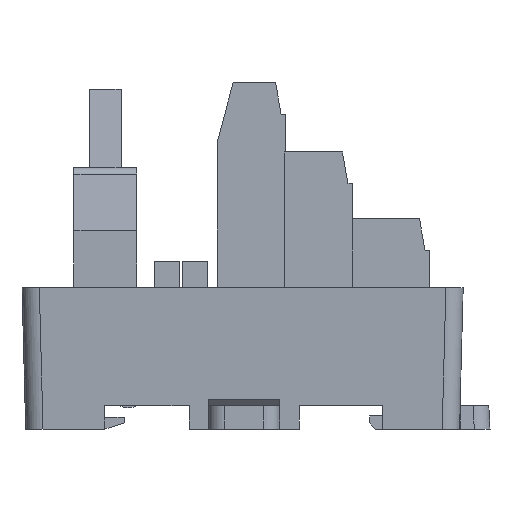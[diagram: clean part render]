
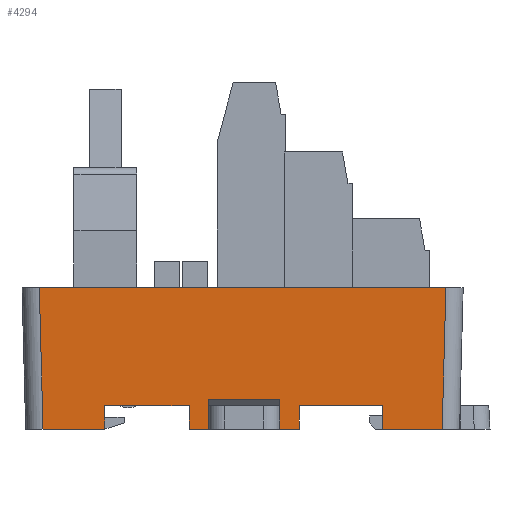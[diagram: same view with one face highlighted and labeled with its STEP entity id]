
A CAD part, left-side view. The second image highlights one B-rep face of the part: STEP entity #4294.
In plain terms, the highlighted planar face has unit normal (-1, 0, -0.026).
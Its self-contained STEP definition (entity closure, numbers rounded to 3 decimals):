
#2394=FACE_OUTER_BOUND('',#9233,.T.);
#4294=ADVANCED_FACE('',(#2394),#6326,.T.);
#6326=PLANE('',#37698);
#9233=EDGE_LOOP('',(#20379,#20380,#20381,#20382,#20383,#20384,#20385,#20386,
#20387,#20388,#20389,#20390,#20391,#20392,#20393,#20394));
#11802=LINE('',#50060,#15964);
#11810=LINE('',#50080,#15972);
#11894=LINE('',#50259,#16056);
#11922=LINE('',#50315,#16084);
#11930=LINE('',#50331,#16092);
#11945=LINE('',#50366,#16107);
#11961=LINE('',#50402,#16123);
#11973=LINE('',#50423,#16135);
#11974=LINE('',#50426,#16136);
#11975=LINE('',#50427,#16137);
#11976=LINE('',#50429,#16138);
#11977=LINE('',#50430,#16139);
#11978=LINE('',#50431,#16140);
#11979=LINE('',#50433,#16141);
#11980=LINE('',#50434,#16142);
#11981=LINE('',#50435,#16143);
#15964=VECTOR('',#40391,1.);
#15972=VECTOR('',#40403,1.);
#16056=VECTOR('',#40507,1.);
#16084=VECTOR('',#40541,1.);
#16092=VECTOR('',#40551,1.);
#16107=VECTOR('',#40580,1.);
#16123=VECTOR('',#40604,1.);
#16135=VECTOR('',#40620,1.);
#16136=VECTOR('',#40621,1.);
#16137=VECTOR('',#40622,1.);
#16138=VECTOR('',#40623,1.);
#16139=VECTOR('',#40624,1.);
#16140=VECTOR('',#40625,1.);
#16141=VECTOR('',#40626,1.);
#16142=VECTOR('',#40627,1.);
#16143=VECTOR('',#40628,1.);
#20379=ORIENTED_EDGE('',*,*,#33133,.T.);
#20380=ORIENTED_EDGE('',*,*,#33134,.T.);
#20381=ORIENTED_EDGE('',*,*,#33102,.T.);
#20382=ORIENTED_EDGE('',*,*,#33048,.F.);
#20383=ORIENTED_EDGE('',*,*,#32960,.F.);
#20384=ORIENTED_EDGE('',*,*,#33135,.F.);
#20385=ORIENTED_EDGE('',*,*,#33136,.F.);
#20386=ORIENTED_EDGE('',*,*,#33076,.T.);
#20387=ORIENTED_EDGE('',*,*,#33137,.F.);
#20388=ORIENTED_EDGE('',*,*,#33084,.T.);
#20389=ORIENTED_EDGE('',*,*,#33138,.F.);
#20390=ORIENTED_EDGE('',*,*,#33139,.T.);
#20391=ORIENTED_EDGE('',*,*,#32950,.F.);
#20392=ORIENTED_EDGE('',*,*,#33140,.T.);
#20393=ORIENTED_EDGE('',*,*,#33121,.T.);
#20394=ORIENTED_EDGE('',*,*,#33141,.T.);
#29779=VERTEX_POINT('',#50059);
#29780=VERTEX_POINT('',#50061);
#29789=VERTEX_POINT('',#50079);
#29790=VERTEX_POINT('',#50081);
#29875=VERTEX_POINT('',#50260);
#29899=VERTEX_POINT('',#50314);
#29900=VERTEX_POINT('',#50316);
#29906=VERTEX_POINT('',#50330);
#29907=VERTEX_POINT('',#50332);
#29920=VERTEX_POINT('',#50367);
#29935=VERTEX_POINT('',#50401);
#29936=VERTEX_POINT('',#50403);
#29943=VERTEX_POINT('',#50424);
#29944=VERTEX_POINT('',#50425);
#29945=VERTEX_POINT('',#50428);
#29946=VERTEX_POINT('',#50432);
#32950=EDGE_CURVE('',#29779,#29780,#11802,.T.);
#32960=EDGE_CURVE('',#29789,#29790,#11810,.T.);
#33048=EDGE_CURVE('',#29790,#29875,#11894,.T.);
#33076=EDGE_CURVE('',#29900,#29899,#11922,.T.);
#33084=EDGE_CURVE('',#29907,#29906,#11930,.T.);
#33102=EDGE_CURVE('',#29920,#29875,#11945,.T.);
#33121=EDGE_CURVE('',#29936,#29935,#11961,.T.);
#33133=EDGE_CURVE('',#29943,#29944,#11973,.T.);
#33134=EDGE_CURVE('',#29944,#29920,#11974,.T.);
#33135=EDGE_CURVE('',#29945,#29789,#11975,.T.);
#33136=EDGE_CURVE('',#29900,#29945,#11976,.T.);
#33137=EDGE_CURVE('',#29907,#29899,#11977,.T.);
#33138=EDGE_CURVE('',#29946,#29906,#11978,.T.);
#33139=EDGE_CURVE('',#29946,#29780,#11979,.T.);
#33140=EDGE_CURVE('',#29779,#29936,#11980,.T.);
#33141=EDGE_CURVE('',#29935,#29943,#11981,.T.);
#37698=AXIS2_PLACEMENT_3D('',#50436,#40629,#40630);
#40391=DIRECTION('',(0.,1.,0.));
#40403=DIRECTION('',(0.,1.,0.));
#40507=DIRECTION('',(0.026,0.,-1.));
#40541=DIRECTION('',(-0.026,0.,1.));
#40551=DIRECTION('',(0.026,0.,-1.));
#40580=DIRECTION('',(0.,-1.,0.));
#40604=DIRECTION('',(0.,-1.,0.));
#40620=DIRECTION('',(0.,1.,0.));
#40621=DIRECTION('',(0.026,-0.026,-0.999));
#40622=DIRECTION('',(-0.026,0.,1.));
#40623=DIRECTION('',(0.,1.,0.));
#40624=DIRECTION('',(0.,1.,0.));
#40625=DIRECTION('',(0.,1.,0.));
#40626=DIRECTION('',(-0.026,0.,1.));
#40627=DIRECTION('',(0.026,0.,-1.));
#40628=DIRECTION('',(-0.026,-0.026,0.999));
#40629=DIRECTION('',(-1.,0.,-0.026));
#40630=DIRECTION('',(-0.026,0.,1.));
#50059=CARTESIAN_POINT('',(-46.007,10.2,-15.));
#50060=CARTESIAN_POINT('',(-46.007,27.85,-15.));
#50061=CARTESIAN_POINT('',(-46.007,20.85,-15.));
#50079=CARTESIAN_POINT('',(-46.007,34.85,-15.));
#50080=CARTESIAN_POINT('',(-46.007,27.85,-15.));
#50081=CARTESIAN_POINT('',(-46.007,45.6,-15.));
#50259=CARTESIAN_POINT('',(-45.994,45.6,-15.49));
#50260=CARTESIAN_POINT('',(-45.929,45.6,-18.));
#50314=CARTESIAN_POINT('',(-46.026,32.4,-14.274));
#50315=CARTESIAN_POINT('',(-46.4,32.4,-0.003));
#50316=CARTESIAN_POINT('',(-45.929,32.4,-18.));
#50330=CARTESIAN_POINT('',(-45.929,23.3,-18.));
#50331=CARTESIAN_POINT('',(-46.4,23.3,-0.003));
#50332=CARTESIAN_POINT('',(-46.026,23.3,-14.274));
#50366=CARTESIAN_POINT('',(-45.929,28.35,-18.));
#50367=CARTESIAN_POINT('',(-45.929,53.429,-18.));
#50401=CARTESIAN_POINT('',(-45.929,2.671,-18.));
#50402=CARTESIAN_POINT('',(-45.929,27.85,-18.));
#50403=CARTESIAN_POINT('',(-45.929,10.2,-18.));
#50423=CARTESIAN_POINT('',(-46.4,28.35,0.));
#50424=CARTESIAN_POINT('',(-46.4,2.199,0.));
#50425=CARTESIAN_POINT('',(-46.4,53.901,0.));
#50426=CARTESIAN_POINT('',(-46.383,53.884,-0.66));
#50427=CARTESIAN_POINT('',(-46.4,34.85,-0.003));
#50428=CARTESIAN_POINT('',(-45.929,34.85,-18.));
#50429=CARTESIAN_POINT('',(-45.929,27.85,-18.));
#50430=CARTESIAN_POINT('',(-46.026,237.295,-14.274));
#50431=CARTESIAN_POINT('',(-45.929,27.85,-18.));
#50432=CARTESIAN_POINT('',(-45.929,20.85,-18.));
#50433=CARTESIAN_POINT('',(-45.917,20.85,-18.461));
#50434=CARTESIAN_POINT('',(-46.4,10.2,-0.003));
#50435=CARTESIAN_POINT('',(-46.383,2.217,-0.66));
#50436=CARTESIAN_POINT('',(-46.4,28.35,-0.003));
